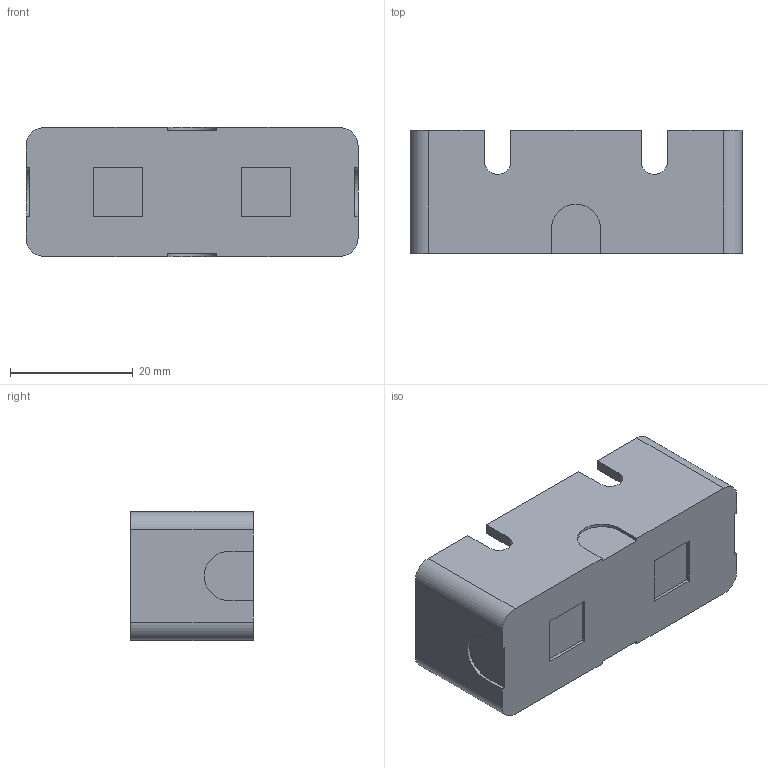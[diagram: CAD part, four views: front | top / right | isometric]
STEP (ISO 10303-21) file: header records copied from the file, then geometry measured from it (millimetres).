
FILE_DESCRIPTION(/* description */ (''),/* implementation_level */ '2;1');
FILE_NAME(/* name */ 'FILE_STP_CAD_DRAWING_3d_KSSC01_prt.stp',/* time_stamp */ '2022-06-28T11:26:42+02:00',/* author */ (''),/* organization */ (''),/* preprocessor_version */ 'ST-DEVELOPER v16.7',/* originating_system */ 'SIEMENS PLM Software NX 12.0',/* authorisation */ '');
FILE_SCHEMA (('AUTOMOTIVE_DESIGN { 1 0 10303 214 3 1 1 1 }'));
Length unit declared in the file: millimetre
Products named in the file (1): 3d_KSSC01
Bounding box: 54 x 20 x 21 mm (x, y, z)
Volume: 5854.4 mm3; surface area: 7557.4 mm2
Topology: 1 solids, 1 shells, 56 faces, 156 edges, 105 vertices
Faces by surface type: plane 44, cylinder 12
Entity records: 1827 total; most frequent: CARTESIAN_POINT 319, ORIENTED_EDGE 312, DIRECTION 296, EDGE_CURVE 156, LINE 132, VECTOR 132, VERTEX_POINT 104, AXIS2_PLACEMENT_3D 82
